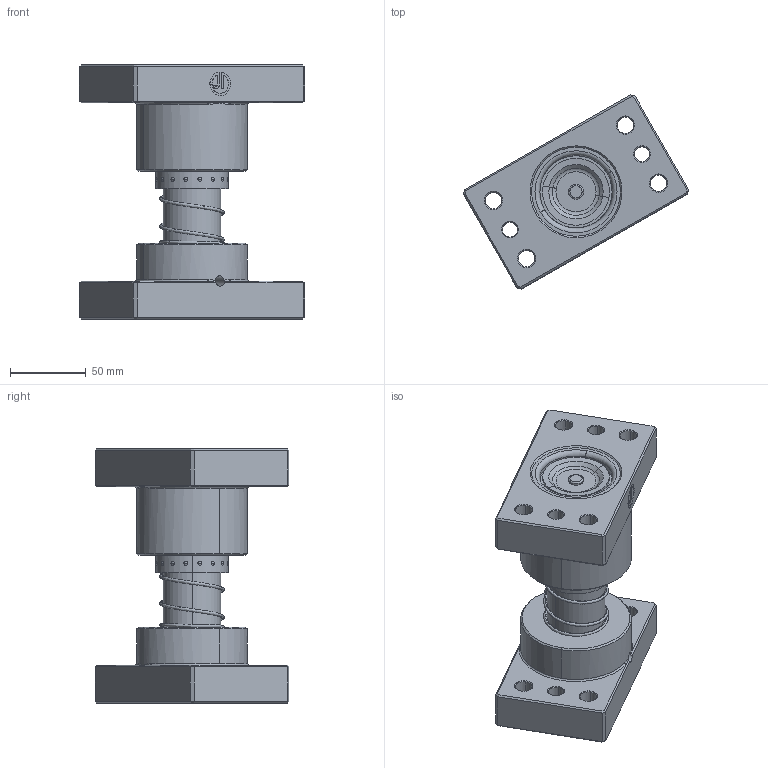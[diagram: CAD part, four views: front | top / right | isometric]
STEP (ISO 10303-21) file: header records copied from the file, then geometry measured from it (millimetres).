
FILE_DESCRIPTION (( 'STEP AP214' ), '1' );
FILE_NAME ('HYJP-D38-L130.STEP', '2021-09-23T06:39:56', ( 'User' ), ( 'china' ), 'SwSTEP 2.0', 'SolidWorks 2016', '' );
FILE_SCHEMA (( 'AUTOMOTIVE_DESIGN' ));
Length unit declared in the file: millimetre
Products named in the file (12): HWP-D42.5-d38.5-L60; STMY-PD38; STMY-5; STM-M20蹟簽; STM-44-L44; SAB-D38; SAB-D38-傍杶; SABP-D38; BJ-47.5-38.5-L70; MGHP-D38; MGM-D38-L130; HYJP-D38-L130
Assembly tree (11 placements, depth 3):
  HYJP-D38-L130
    MGM-D38-L130
    MGHP-D38
    BJ-47.5-38.5-L70
    SAB-D38
      SABP-D38
      SAB-D38-傍杶
    STMY-PD38
      STM-44-L44
      STM-M20蹟簽
      STMY-5
    HWP-D42.5-d38.5-L60
Bounding box: 148.1 x 127.63 x 167.21 mm (x, y, z)
Volume: 754824.8 mm3; surface area: 171703.6 mm2
Topology: 9 solids, 9 shells, 816 faces, 1764 edges, 1208 vertices
Faces by surface type: sphere 512, plane 99, cylinder 86, cone 76, torus 22, bspline 21
Entity records: 42260 total; most frequent: CARTESIAN_POINT 18472, DIRECTION 3568, ORIENTED_EDGE 3512, EDGE_CURVE 1756, AXIS2_PLACEMENT_3D 1600, VERTEX_POINT 1208, EDGE_LOOP 1104, FACE_OUTER_BOUND 816
